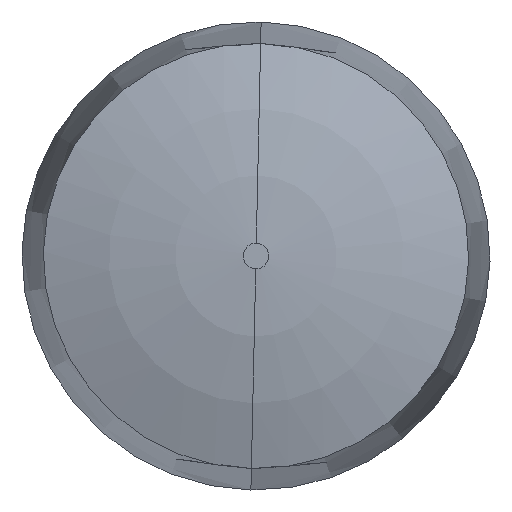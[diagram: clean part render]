
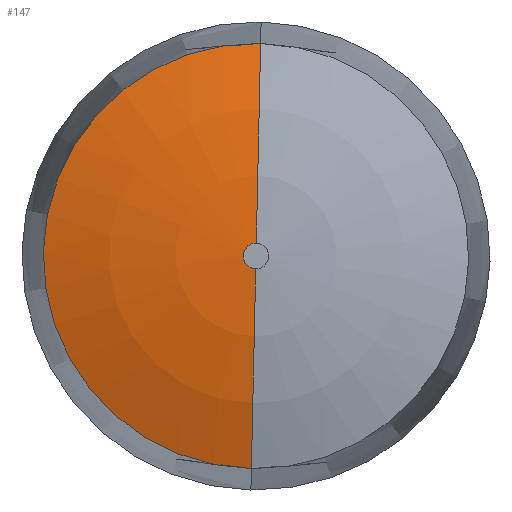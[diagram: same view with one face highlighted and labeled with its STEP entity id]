
A CAD part, left-side view. The second image highlights one B-rep face of the part: STEP entity #147.
In plain terms, the highlighted toroidal (fillet/blend) face has major radius 0.019 mm and minor radius 1.905 mm.
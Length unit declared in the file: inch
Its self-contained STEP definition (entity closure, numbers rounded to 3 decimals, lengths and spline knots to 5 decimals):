
#1 = VERTEX_POINT ( 'NONE', #144 ) ;
#26 = DIRECTION ( 'NONE',  ( 0., 1., 0.022 ) ) ;
#104 = FACE_OUTER_BOUND ( 'NONE', #348, .T. ) ;
#105 = DIRECTION ( 'NONE',  ( 0., 0.022, -1. ) ) ;
#144 = CARTESIAN_POINT ( 'NONE',  ( -0.30603, 0.00054, -0.02484 ) ) ;
#147 = ADVANCED_FACE ( 'NONE', ( #104 ), #420, .T. ) ;
#320 = DIRECTION ( 'NONE',  ( 0., 0.022, -1. ) ) ;
#348 = EDGE_LOOP ( 'NONE', ( #978, #487, #490, #854 ) ) ;
#357 = DIRECTION ( 'NONE',  ( 0., 0.022, -1. ) ) ;
#360 = DIRECTION ( 'NONE',  ( 1., 0., 0. ) ) ;
#361 = CARTESIAN_POINT ( 'NONE',  ( -0.30603, 0., 0. ) ) ;
#363 = AXIS2_PLACEMENT_3D ( 'NONE', #361, #360, #357 ) ;
#394 = AXIS2_PLACEMENT_3D ( 'NONE', #520, #519, #517 ) ;
#420 = TOROIDAL_SURFACE ( 'NONE', #563, 0.00075, 0.075 ) ;
#449 = AXIS2_PLACEMENT_3D ( 'NONE', #725, #26, #721 ) ;
#453 = AXIS2_PLACEMENT_3D ( 'NONE', #698, #686, #105 ) ;
#463 = CARTESIAN_POINT ( 'NONE',  ( -0.31, -0.00003, 0.0015 ) ) ;
#487 = ORIENTED_EDGE ( 'NONE', *, *, #578, .T. ) ;
#490 = ORIENTED_EDGE ( 'NONE', *, *, #974, .F. ) ;
#493 = CIRCLE ( 'NONE', #453, 0.075 ) ;
#517 = DIRECTION ( 'NONE',  ( 0., 0.022, -1. ) ) ;
#519 = DIRECTION ( 'NONE',  ( 1., 0., 0. ) ) ;
#520 = CARTESIAN_POINT ( 'NONE',  ( -0.31, 0., 0. ) ) ;
#563 = AXIS2_PLACEMENT_3D ( 'NONE', #690, #809, #320 ) ;
#578 = EDGE_CURVE ( 'NONE', #855, #755, #731, .T. ) ;
#603 = CARTESIAN_POINT ( 'NONE',  ( -0.30603, -0.00054, 0.02484 ) ) ;
#653 = VERTEX_POINT ( 'NONE', #720 ) ;
#670 = EDGE_CURVE ( 'NONE', #653, #1, #493, .T. ) ;
#686 = DIRECTION ( 'NONE',  ( 0., -1., -0.022 ) ) ;
#690 = CARTESIAN_POINT ( 'NONE',  ( -0.235, 0., 0. ) ) ;
#698 = CARTESIAN_POINT ( 'NONE',  ( -0.235, 0.00002, -0.00075 ) ) ;
#720 = CARTESIAN_POINT ( 'NONE',  ( -0.31, 0.00003, -0.0015 ) ) ;
#721 = DIRECTION ( 'NONE',  ( 0., -0.022, 1. ) ) ;
#725 = CARTESIAN_POINT ( 'NONE',  ( -0.235, -0.00002, 0.00075 ) ) ;
#731 = CIRCLE ( 'NONE', #449, 0.075 ) ;
#755 = VERTEX_POINT ( 'NONE', #603 ) ;
#777 = CIRCLE ( 'NONE', #394, 0.0015 ) ;
#781 = EDGE_CURVE ( 'NONE', #653, #855, #777, .T. ) ;
#809 = DIRECTION ( 'NONE',  ( 1., 0., 0. ) ) ;
#854 = ORIENTED_EDGE ( 'NONE', *, *, #670, .F. ) ;
#855 = VERTEX_POINT ( 'NONE', #463 ) ;
#914 = CIRCLE ( 'NONE', #363, 0.02485 ) ;
#974 = EDGE_CURVE ( 'NONE', #1, #755, #914, .T. ) ;
#978 = ORIENTED_EDGE ( 'NONE', *, *, #781, .T. ) ;
